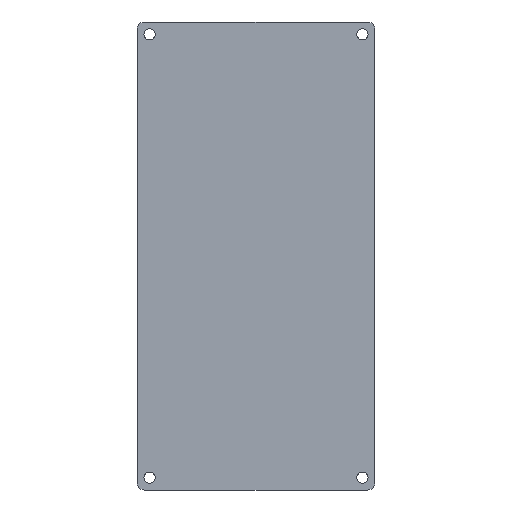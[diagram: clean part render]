
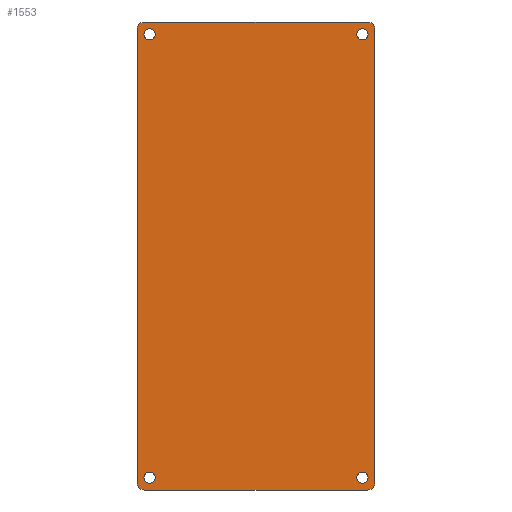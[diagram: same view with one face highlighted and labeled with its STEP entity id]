
A CAD part, front view. The second image highlights one B-rep face of the part: STEP entity #1553.
In plain terms, the highlighted planar face has unit normal (0, -1, 0).
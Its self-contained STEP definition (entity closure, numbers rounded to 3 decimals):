
#2=CARTESIAN_POINT('',(-45.,0.,91.5));
#3=DIRECTION('',(0.,-1.,0.));
#4=DIRECTION('',(0.,0.,1.));
#5=AXIS2_PLACEMENT_3D('',#2,#3,#4);
#7=DIRECTION('',(1.,0.,0.));
#8=VECTOR('',#7,90.);
#9=CARTESIAN_POINT('',(-45.,0.,94.5));
#10=LINE('',#9,#8);
#11=CARTESIAN_POINT('',(45.,0.,91.5));
#12=DIRECTION('',(0.,-1.,0.));
#13=DIRECTION('',(1.,0.,0.));
#14=AXIS2_PLACEMENT_3D('',#11,#12,#13);
#16=DIRECTION('',(0.,0.,-1.));
#17=VECTOR('',#16,183.);
#18=CARTESIAN_POINT('',(48.,0.,91.5));
#19=LINE('',#18,#17);
#20=CARTESIAN_POINT('',(45.,0.,-91.5));
#21=DIRECTION('',(0.,-1.,0.));
#22=DIRECTION('',(0.,0.,-1.));
#23=AXIS2_PLACEMENT_3D('',#20,#21,#22);
#25=DIRECTION('',(-1.,0.,0.));
#26=VECTOR('',#25,90.);
#27=CARTESIAN_POINT('',(45.,0.,-94.5));
#28=LINE('',#27,#26);
#29=CARTESIAN_POINT('',(-45.,0.,-91.5));
#30=DIRECTION('',(0.,-1.,0.));
#31=DIRECTION('',(-1.,0.,0.));
#32=AXIS2_PLACEMENT_3D('',#29,#30,#31);
#34=DIRECTION('',(0.,0.,1.));
#35=VECTOR('',#34,183.);
#36=CARTESIAN_POINT('',(-48.,0.,-91.5));
#37=LINE('',#36,#35);
#38=CARTESIAN_POINT('',(43.,0.,89.5));
#39=DIRECTION('',(0.,-1.,0.));
#40=DIRECTION('',(0.,0.,-1.));
#41=AXIS2_PLACEMENT_3D('',#38,#39,#40);
#43=CARTESIAN_POINT('',(43.,0.,89.5));
#44=DIRECTION('',(0.,-1.,0.));
#45=DIRECTION('',(0.,0.,1.));
#46=AXIS2_PLACEMENT_3D('',#43,#44,#45);
#48=CARTESIAN_POINT('',(-43.,0.,89.5));
#49=DIRECTION('',(0.,-1.,0.));
#50=DIRECTION('',(0.,0.,-1.));
#51=AXIS2_PLACEMENT_3D('',#48,#49,#50);
#53=CARTESIAN_POINT('',(-43.,0.,89.5));
#54=DIRECTION('',(0.,-1.,0.));
#55=DIRECTION('',(0.,0.,1.));
#56=AXIS2_PLACEMENT_3D('',#53,#54,#55);
#58=CARTESIAN_POINT('',(-43.,0.,-89.5));
#59=DIRECTION('',(0.,-1.,0.));
#60=DIRECTION('',(0.,0.,-1.));
#61=AXIS2_PLACEMENT_3D('',#58,#59,#60);
#63=CARTESIAN_POINT('',(-43.,0.,-89.5));
#64=DIRECTION('',(0.,-1.,0.));
#65=DIRECTION('',(0.,0.,1.));
#66=AXIS2_PLACEMENT_3D('',#63,#64,#65);
#68=CARTESIAN_POINT('',(43.,0.,-89.5));
#69=DIRECTION('',(0.,-1.,0.));
#70=DIRECTION('',(0.,0.,-1.));
#71=AXIS2_PLACEMENT_3D('',#68,#69,#70);
#73=CARTESIAN_POINT('',(43.,0.,-89.5));
#74=DIRECTION('',(0.,-1.,0.));
#75=DIRECTION('',(0.,0.,1.));
#76=AXIS2_PLACEMENT_3D('',#73,#74,#75);
#1154=CARTESIAN_POINT('',(-45.,0.,94.5));
#1155=CARTESIAN_POINT('',(-48.,0.,91.5));
#1156=VERTEX_POINT('',#1154);
#1157=VERTEX_POINT('',#1155);
#1162=CARTESIAN_POINT('',(48.,0.,91.5));
#1163=CARTESIAN_POINT('',(45.,0.,94.5));
#1164=VERTEX_POINT('',#1162);
#1165=VERTEX_POINT('',#1163);
#1170=CARTESIAN_POINT('',(45.,0.,-94.5));
#1171=CARTESIAN_POINT('',(48.,0.,-91.5));
#1172=VERTEX_POINT('',#1170);
#1173=VERTEX_POINT('',#1171);
#1178=CARTESIAN_POINT('',(-48.,0.,-91.5));
#1179=CARTESIAN_POINT('',(-45.,0.,-94.5));
#1180=VERTEX_POINT('',#1178);
#1181=VERTEX_POINT('',#1179);
#1186=CARTESIAN_POINT('',(43.,0.,87.25));
#1187=CARTESIAN_POINT('',(43.,0.,91.75));
#1188=VERTEX_POINT('',#1186);
#1189=VERTEX_POINT('',#1187);
#1190=CARTESIAN_POINT('',(-43.,0.,87.25));
#1191=CARTESIAN_POINT('',(-43.,0.,91.75));
#1192=VERTEX_POINT('',#1190);
#1193=VERTEX_POINT('',#1191);
#1194=CARTESIAN_POINT('',(-43.,0.,-91.75));
#1195=CARTESIAN_POINT('',(-43.,0.,-87.25));
#1196=VERTEX_POINT('',#1194);
#1197=VERTEX_POINT('',#1195);
#1198=CARTESIAN_POINT('',(43.,0.,-91.75));
#1199=CARTESIAN_POINT('',(43.,0.,-87.25));
#1200=VERTEX_POINT('',#1198);
#1201=VERTEX_POINT('',#1199);
#1506=CARTESIAN_POINT('',(0.,0.,0.));
#1507=DIRECTION('',(0.,1.,0.));
#1508=DIRECTION('',(1.,0.,0.));
#1509=AXIS2_PLACEMENT_3D('',#1506,#1507,#1508);
#1510=PLANE('',#1509);
#1512=ORIENTED_EDGE('',*,*,#1511,.F.);
#1514=ORIENTED_EDGE('',*,*,#1513,.T.);
#1516=ORIENTED_EDGE('',*,*,#1515,.F.);
#1518=ORIENTED_EDGE('',*,*,#1517,.T.);
#1520=ORIENTED_EDGE('',*,*,#1519,.F.);
#1522=ORIENTED_EDGE('',*,*,#1521,.T.);
#1524=ORIENTED_EDGE('',*,*,#1523,.F.);
#1526=ORIENTED_EDGE('',*,*,#1525,.T.);
#1527=EDGE_LOOP('',(#1512,#1514,#1516,#1518,#1520,#1522,#1524,#1526));
#1528=FACE_OUTER_BOUND('',#1527,.F.);
#1530=ORIENTED_EDGE('',*,*,#1529,.T.);
#1532=ORIENTED_EDGE('',*,*,#1531,.T.);
#1533=EDGE_LOOP('',(#1530,#1532));
#1534=FACE_BOUND('',#1533,.F.);
#1536=ORIENTED_EDGE('',*,*,#1535,.T.);
#1538=ORIENTED_EDGE('',*,*,#1537,.T.);
#1539=EDGE_LOOP('',(#1536,#1538));
#1540=FACE_BOUND('',#1539,.F.);
#1542=ORIENTED_EDGE('',*,*,#1541,.T.);
#1544=ORIENTED_EDGE('',*,*,#1543,.T.);
#1545=EDGE_LOOP('',(#1542,#1544));
#1546=FACE_BOUND('',#1545,.F.);
#1548=ORIENTED_EDGE('',*,*,#1547,.T.);
#1550=ORIENTED_EDGE('',*,*,#1549,.T.);
#1551=EDGE_LOOP('',(#1548,#1550));
#1552=FACE_BOUND('',#1551,.F.);
#1553=ADVANCED_FACE('',(#1528,#1534,#1540,#1546,#1552),#1510,.F.);
#6=CIRCLE('',#5,3.);
#15=CIRCLE('',#14,3.);
#24=CIRCLE('',#23,3.);
#33=CIRCLE('',#32,3.);
#42=CIRCLE('',#41,2.25);
#47=CIRCLE('',#46,2.25);
#52=CIRCLE('',#51,2.25);
#57=CIRCLE('',#56,2.25);
#62=CIRCLE('',#61,2.25);
#67=CIRCLE('',#66,2.25);
#72=CIRCLE('',#71,2.25);
#77=CIRCLE('',#76,2.25);
#1511=EDGE_CURVE('',#1156,#1157,#6,.T.);
#1513=EDGE_CURVE('',#1156,#1165,#10,.T.);
#1515=EDGE_CURVE('',#1164,#1165,#15,.T.);
#1517=EDGE_CURVE('',#1164,#1173,#19,.T.);
#1519=EDGE_CURVE('',#1172,#1173,#24,.T.);
#1521=EDGE_CURVE('',#1172,#1181,#28,.T.);
#1523=EDGE_CURVE('',#1180,#1181,#33,.T.);
#1525=EDGE_CURVE('',#1180,#1157,#37,.T.);
#1529=EDGE_CURVE('',#1188,#1189,#42,.T.);
#1531=EDGE_CURVE('',#1189,#1188,#47,.T.);
#1535=EDGE_CURVE('',#1192,#1193,#52,.T.);
#1537=EDGE_CURVE('',#1193,#1192,#57,.T.);
#1541=EDGE_CURVE('',#1196,#1197,#62,.T.);
#1543=EDGE_CURVE('',#1197,#1196,#67,.T.);
#1547=EDGE_CURVE('',#1200,#1201,#72,.T.);
#1549=EDGE_CURVE('',#1201,#1200,#77,.T.);
